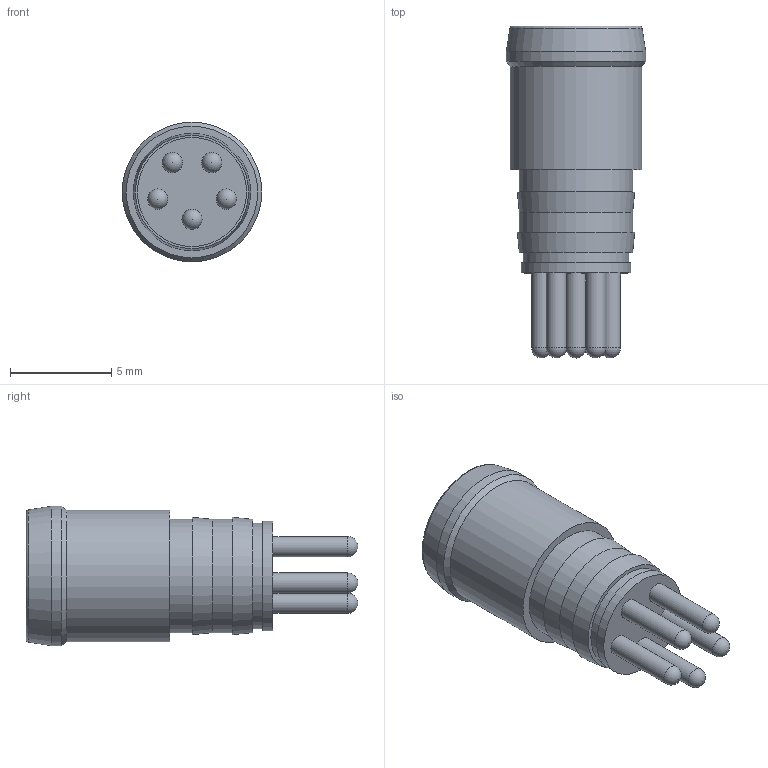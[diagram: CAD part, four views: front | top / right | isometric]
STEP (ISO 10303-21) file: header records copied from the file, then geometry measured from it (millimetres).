
FILE_DESCRIPTION(/* description */ (''),/* implementation_level */ '2;1');
FILE_NAME(/* name */ '5014982__Umspritzung_ESP4_5_duenn_part_27126_stp.stp',/* time_stamp */ '2016-04-07T14:25:10+02:00',/* author */ (''),/* organization */ (''),/* preprocessor_version */ 'ST-DEVELOPER v16',/* originating_system */ 'SIEMENS PLM Software NX 10.0',/* authorisation */ '');
FILE_SCHEMA (('AUTOMOTIVE_DESIGN { 1 0 10303 214 3 1 1 1 }'));
Length unit declared in the file: millimetre
Products named in the file (1): 5014982__Umspritzung_ESP4_5_duenn_part_27126_stp
Bounding box: 6.9 x 16.4 x 6.9 mm (x, y, z)
Volume: 279.4 mm3; surface area: 529.1 mm2
Topology: 1 solids, 1 shells, 55 faces, 126 edges, 84 vertices
Faces by surface type: cylinder 20, plane 15, sphere 10, cone 9, torus 1
Full cylindrical faces by diameter (mm): 1 x10, 5.2 x1, 5.4 x1, 5.6 x2, 6.5 x1, 6.9 x1
Entity records: 1194 total; most frequent: DIRECTION 232, CARTESIAN_POINT 180, ORIENTED_EDGE 130, AXIS2_PLACEMENT_3D 111, EDGE_LOOP 102, FACE_BOUND 86, EDGE_CURVE 65, VERTEX_POINT 59
